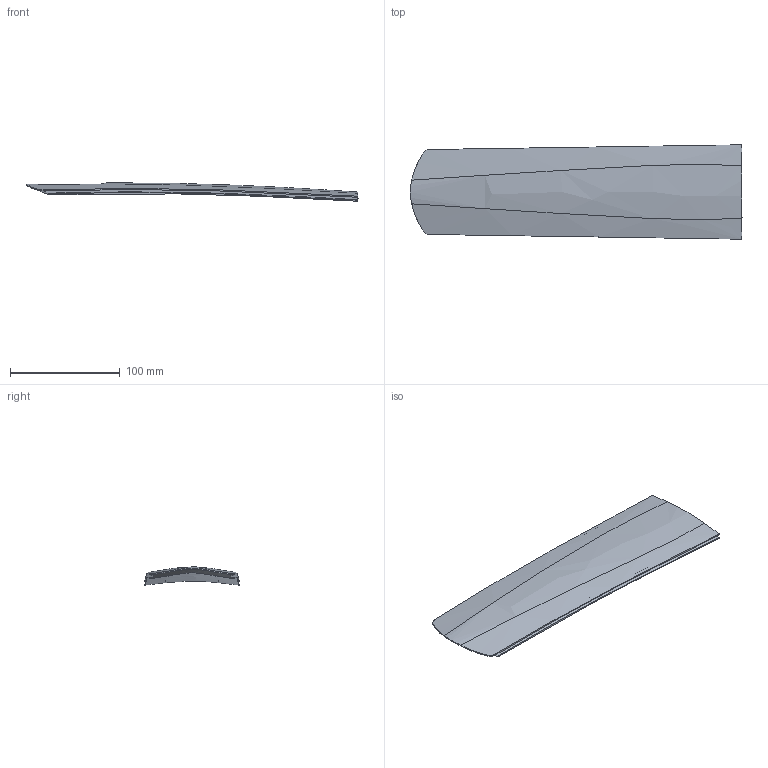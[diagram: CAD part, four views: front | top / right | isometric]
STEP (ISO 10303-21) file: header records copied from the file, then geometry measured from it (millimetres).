
FILE_DESCRIPTION(/* description */ (''),/* implementation_level */ '2;1');
FILE_NAME(/* name */ 'deck .step',/* time_stamp */ '2018-10-03T21:45:17+02:00',/* author */ ('wersy'),/* organization */ (''),/* preprocessor_version */ 'ST-DEVELOPER v17.2',/* originating_system */ 'Autodesk Translation Framework v7.6.0.251',/* authorisation */ '');
FILE_SCHEMA (('AUTOMOTIVE_DESIGN { 1 0 10303 214 3 1 1 }'));
Length unit declared in the file: millimetre
Products named in the file (1): deck
Bounding box: 302.91 x 86.07 x 16.84 mm (x, y, z)
Volume: 106021.6 mm3; surface area: 56046.1 mm2
Topology: 1 solids, 1 shells, 23 faces, 71 edges, 50 vertices
Faces by surface type: bspline 11, plane 7, cylinder 5
Entity records: 5851 total; most frequent: CARTESIAN_POINT 5302, ORIENTED_EDGE 142, EDGE_CURVE 71, B_SPLINE_CURVE_WITH_KNOTS 54, VERTEX_POINT 50, DIRECTION 49, FACE_OUTER_BOUND 23, EDGE_LOOP 23
